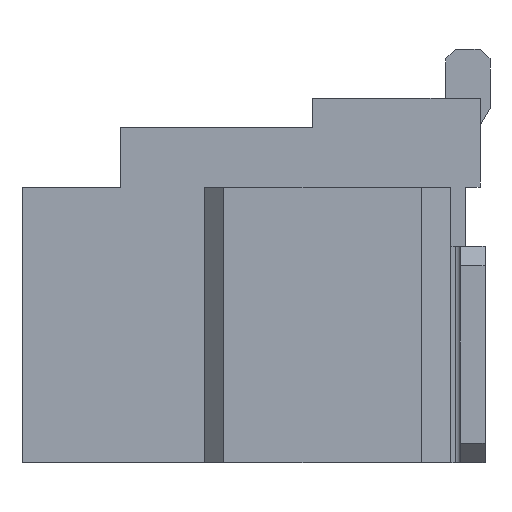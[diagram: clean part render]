
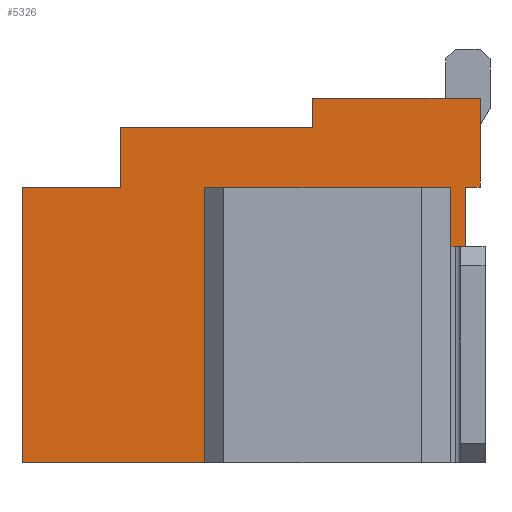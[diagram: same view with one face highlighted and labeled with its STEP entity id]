
A CAD part, left-side view. The second image highlights one B-rep face of the part: STEP entity #5326.
In plain terms, the highlighted planar face has unit normal (-1, 0, 0).
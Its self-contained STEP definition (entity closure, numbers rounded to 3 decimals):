
#32 = EDGE_CURVE ( 'NONE', #6811, #9117, #6363, .T. ) ;
#56 = VECTOR ( 'NONE', #6009, 1000. ) ;
#85 = DIRECTION ( 'NONE',  ( 0., -1., 0. ) ) ;
#142 = ORIENTED_EDGE ( 'NONE', *, *, #7406, .F. ) ;
#146 = CARTESIAN_POINT ( 'NONE',  ( -3.375, -3.675, -1.6 ) ) ;
#182 = CARTESIAN_POINT ( 'NONE',  ( -3.375, -3.675, 2.1 ) ) ;
#360 = DIRECTION ( 'NONE',  ( 0., 0., 1. ) ) ;
#378 = VERTEX_POINT ( 'NONE', #2588 ) ;
#445 = EDGE_CURVE ( 'NONE', #8862, #6491, #2729, .T. ) ;
#562 = ORIENTED_EDGE ( 'NONE', *, *, #445, .T. ) ;
#571 = LINE ( 'NONE', #1707, #7710 ) ;
#645 = CARTESIAN_POINT ( 'NONE',  ( -3.375, -3.675, 1.2 ) ) ;
#725 = CARTESIAN_POINT ( 'NONE',  ( -3.375, -0.875, 1.2 ) ) ;
#939 = CARTESIAN_POINT ( 'NONE',  ( -3.375, -0.875, 1.2 ) ) ;
#956 = VERTEX_POINT ( 'NONE', #9196 ) ;
#1015 = VECTOR ( 'NONE', #2840, 1000. ) ;
#1100 = CARTESIAN_POINT ( 'NONE',  ( -3.375, -0.875, -1.6 ) ) ;
#1206 = ORIENTED_EDGE ( 'NONE', *, *, #2868, .F. ) ;
#1314 = VECTOR ( 'NONE', #2788, 1000. ) ;
#1327 = ORIENTED_EDGE ( 'NONE', *, *, #4204, .F. ) ;
#1394 = ORIENTED_EDGE ( 'NONE', *, *, #4424, .F. ) ;
#1543 = EDGE_CURVE ( 'NONE', #6015, #7852, #5970, .T. ) ;
#1707 = CARTESIAN_POINT ( 'NONE',  ( -3.375, -0.025, 1.8 ) ) ;
#1749 = CARTESIAN_POINT ( 'NONE',  ( -3.375, -3.375, -1.6 ) ) ;
#1919 = EDGE_CURVE ( 'NONE', #6015, #5692, #1960, .T. ) ;
#1960 = LINE ( 'NONE', #645, #8972 ) ;
#2132 = EDGE_CURVE ( 'NONE', #956, #7184, #3819, .T. ) ;
#2151 = CARTESIAN_POINT ( 'NONE',  ( -3.375, -1.975, 1.8 ) ) ;
#2155 = CARTESIAN_POINT ( 'NONE',  ( -3.375, -3.525, -0.9 ) ) ;
#2206 = VECTOR ( 'NONE', #7588, 1000. ) ;
#2393 = CARTESIAN_POINT ( 'NONE',  ( -3.375, 0.975, -1.6 ) ) ;
#2399 = EDGE_LOOP ( 'NONE', ( #1327, #1206, #9157, #7151, #5629, #142, #2730, #8673, #7777, #7027, #5534, #8184, #562, #1394, #2795, #9513 ) ) ;
#2457 = DIRECTION ( 'NONE',  ( -1., 0., 0. ) ) ;
#2588 = CARTESIAN_POINT ( 'NONE',  ( -3.375, -0.025, 1.8 ) ) ;
#2592 = CARTESIAN_POINT ( 'NONE',  ( -3.375, -3.525, 1.2 ) ) ;
#2612 = EDGE_CURVE ( 'NONE', #4513, #6936, #3562, .T. ) ;
#2729 = LINE ( 'NONE', #2744, #6248 ) ;
#2730 = ORIENTED_EDGE ( 'NONE', *, *, #2132, .T. ) ;
#2735 = DIRECTION ( 'NONE',  ( 0., 0., 1. ) ) ;
#2744 = CARTESIAN_POINT ( 'NONE',  ( -3.375, -1.975, 2.1 ) ) ;
#2788 = DIRECTION ( 'NONE',  ( 0., 1., 0. ) ) ;
#2795 = ORIENTED_EDGE ( 'NONE', *, *, #6030, .F. ) ;
#2840 = DIRECTION ( 'NONE',  ( 0., -1., 0. ) ) ;
#2867 = CARTESIAN_POINT ( 'NONE',  ( -3.375, -3.675, 2.1 ) ) ;
#2868 = EDGE_CURVE ( 'NONE', #4723, #3469, #8360, .T. ) ;
#2986 = VECTOR ( 'NONE', #360, 1000. ) ;
#3018 = LINE ( 'NONE', #1100, #4798 ) ;
#3469 = VERTEX_POINT ( 'NONE', #2393 ) ;
#3513 = CARTESIAN_POINT ( 'NONE',  ( -3.375, 0.975, -1.6 ) ) ;
#3562 = LINE ( 'NONE', #9653, #3917 ) ;
#3623 = EDGE_CURVE ( 'NONE', #7184, #7383, #7986, .T. ) ;
#3819 = LINE ( 'NONE', #7172, #6774 ) ;
#3917 = VECTOR ( 'NONE', #9727, 1000. ) ;
#3980 = CARTESIAN_POINT ( 'NONE',  ( -3.375, -3.675, 1.2 ) ) ;
#4030 = DIRECTION ( 'NONE',  ( 0., 0., 1. ) ) ;
#4071 = VECTOR ( 'NONE', #9599, 1000. ) ;
#4110 = CARTESIAN_POINT ( 'NONE',  ( -3.375, 0.975, 1.2 ) ) ;
#4204 = EDGE_CURVE ( 'NONE', #3469, #4513, #8526, .T. ) ;
#4211 = DIRECTION ( 'NONE',  ( 0., 0., 1. ) ) ;
#4335 = LINE ( 'NONE', #182, #9494 ) ;
#4417 = VERTEX_POINT ( 'NONE', #939 ) ;
#4424 = EDGE_CURVE ( 'NONE', #378, #6491, #571, .T. ) ;
#4513 = VERTEX_POINT ( 'NONE', #4110 ) ;
#4540 = DIRECTION ( 'NONE',  ( 0., 1., 0. ) ) ;
#4697 = DIRECTION ( 'NONE',  ( 0., 0., 1. ) ) ;
#4723 = VERTEX_POINT ( 'NONE', #8291 ) ;
#4798 = VECTOR ( 'NONE', #9306, 1000. ) ;
#5118 = AXIS2_PLACEMENT_3D ( 'NONE', #146, #2457, #4697 ) ;
#5326 = ADVANCED_FACE ( 'NONE', ( #5358 ), #5448, .T. ) ;
#5358 = FACE_OUTER_BOUND ( 'NONE', #2399, .T. ) ;
#5446 = CARTESIAN_POINT ( 'NONE',  ( -3.375, -3.375, 1.2 ) ) ;
#5448 = PLANE ( 'NONE',  #5118 ) ;
#5534 = ORIENTED_EDGE ( 'NONE', *, *, #1919, .T. ) ;
#5629 = ORIENTED_EDGE ( 'NONE', *, *, #32, .F. ) ;
#5692 = VERTEX_POINT ( 'NONE', #2867 ) ;
#5762 = EDGE_CURVE ( 'NONE', #4417, #9117, #5953, .T. ) ;
#5844 = CARTESIAN_POINT ( 'NONE',  ( -3.375, -3.675, -1.6 ) ) ;
#5889 = DIRECTION ( 'NONE',  ( 0., 0., 1. ) ) ;
#5893 = CARTESIAN_POINT ( 'NONE',  ( -3.375, -3.375, -1.6 ) ) ;
#5953 = LINE ( 'NONE', #725, #1015 ) ;
#5970 = LINE ( 'NONE', #6182, #2206 ) ;
#5990 = CARTESIAN_POINT ( 'NONE',  ( -3.375, -1.975, 2.1 ) ) ;
#6009 = DIRECTION ( 'NONE',  ( 0., 0., 1. ) ) ;
#6015 = VERTEX_POINT ( 'NONE', #3980 ) ;
#6030 = EDGE_CURVE ( 'NONE', #6936, #378, #9066, .T. ) ;
#6182 = CARTESIAN_POINT ( 'NONE',  ( -3.375, -3.675, 1.2 ) ) ;
#6248 = VECTOR ( 'NONE', #8698, 1000. ) ;
#6315 = LINE ( 'NONE', #5844, #4071 ) ;
#6363 = LINE ( 'NONE', #1749, #7983 ) ;
#6491 = VERTEX_POINT ( 'NONE', #2151 ) ;
#6629 = EDGE_CURVE ( 'NONE', #5692, #8862, #4335, .T. ) ;
#6774 = VECTOR ( 'NONE', #4211, 1000. ) ;
#6795 = VECTOR ( 'NONE', #2735, 1000. ) ;
#6811 = VERTEX_POINT ( 'NONE', #5893 ) ;
#6936 = VERTEX_POINT ( 'NONE', #9664 ) ;
#7027 = ORIENTED_EDGE ( 'NONE', *, *, #1543, .F. ) ;
#7090 = VECTOR ( 'NONE', #9058, 1000. ) ;
#7151 = ORIENTED_EDGE ( 'NONE', *, *, #5762, .T. ) ;
#7172 = CARTESIAN_POINT ( 'NONE',  ( -3.375, -3.675, -1.6 ) ) ;
#7184 = VERTEX_POINT ( 'NONE', #8449 ) ;
#7204 = CARTESIAN_POINT ( 'NONE',  ( -3.375, -0.875, -1.6 ) ) ;
#7383 = VERTEX_POINT ( 'NONE', #7965 ) ;
#7406 = EDGE_CURVE ( 'NONE', #956, #6811, #6315, .T. ) ;
#7564 = EDGE_CURVE ( 'NONE', #4723, #4417, #3018, .T. ) ;
#7588 = DIRECTION ( 'NONE',  ( 0., 1., 0. ) ) ;
#7710 = VECTOR ( 'NONE', #85, 1000. ) ;
#7777 = ORIENTED_EDGE ( 'NONE', *, *, #9530, .T. ) ;
#7852 = VERTEX_POINT ( 'NONE', #2592 ) ;
#7965 = CARTESIAN_POINT ( 'NONE',  ( -3.375, -3.525, -0.9 ) ) ;
#7983 = VECTOR ( 'NONE', #4030, 1000. ) ;
#7986 = LINE ( 'NONE', #8125, #1314 ) ;
#8125 = CARTESIAN_POINT ( 'NONE',  ( -3.375, -3.675, -0.9 ) ) ;
#8184 = ORIENTED_EDGE ( 'NONE', *, *, #6629, .T. ) ;
#8291 = CARTESIAN_POINT ( 'NONE',  ( -3.375, -0.875, -1.6 ) ) ;
#8360 = LINE ( 'NONE', #7204, #7090 ) ;
#8449 = CARTESIAN_POINT ( 'NONE',  ( -3.375, -3.675, -0.9 ) ) ;
#8487 = LINE ( 'NONE', #2155, #56 ) ;
#8526 = LINE ( 'NONE', #3513, #6795 ) ;
#8673 = ORIENTED_EDGE ( 'NONE', *, *, #3623, .T. ) ;
#8698 = DIRECTION ( 'NONE',  ( 0., 0., -1. ) ) ;
#8862 = VERTEX_POINT ( 'NONE', #5990 ) ;
#8972 = VECTOR ( 'NONE', #5889, 1000. ) ;
#9058 = DIRECTION ( 'NONE',  ( 0., 1., 0. ) ) ;
#9066 = LINE ( 'NONE', #9150, #2986 ) ;
#9117 = VERTEX_POINT ( 'NONE', #5446 ) ;
#9150 = CARTESIAN_POINT ( 'NONE',  ( -3.375, -0.025, 1.2 ) ) ;
#9157 = ORIENTED_EDGE ( 'NONE', *, *, #7564, .T. ) ;
#9196 = CARTESIAN_POINT ( 'NONE',  ( -3.375, -3.675, -1.6 ) ) ;
#9306 = DIRECTION ( 'NONE',  ( 0., 0., 1. ) ) ;
#9494 = VECTOR ( 'NONE', #4540, 1000. ) ;
#9513 = ORIENTED_EDGE ( 'NONE', *, *, #2612, .F. ) ;
#9530 = EDGE_CURVE ( 'NONE', #7383, #7852, #8487, .T. ) ;
#9599 = DIRECTION ( 'NONE',  ( 0., 1., 0. ) ) ;
#9653 = CARTESIAN_POINT ( 'NONE',  ( -3.375, 0.975, 1.2 ) ) ;
#9664 = CARTESIAN_POINT ( 'NONE',  ( -3.375, -0.025, 1.2 ) ) ;
#9727 = DIRECTION ( 'NONE',  ( 0., -1., 0. ) ) ;
